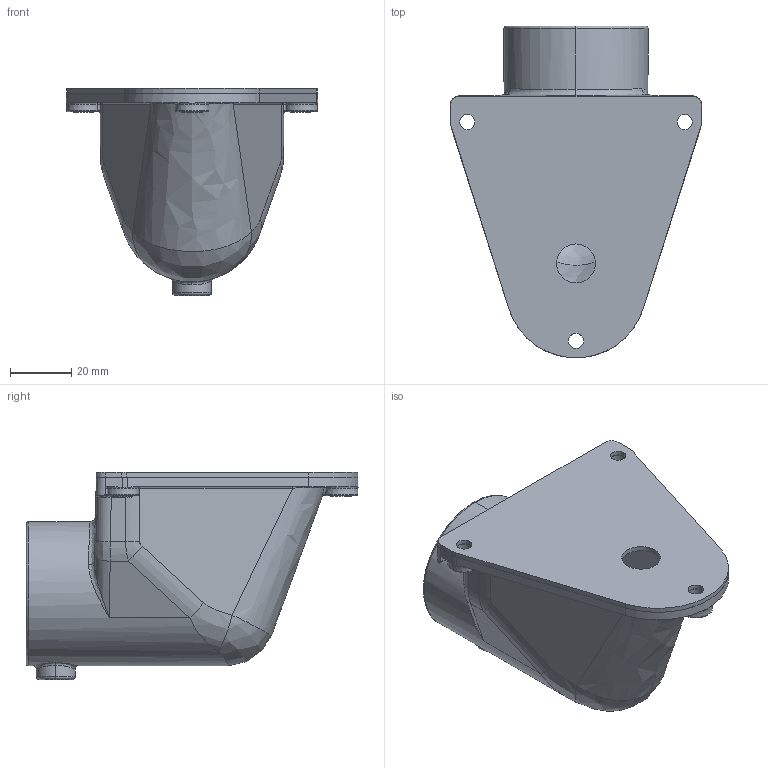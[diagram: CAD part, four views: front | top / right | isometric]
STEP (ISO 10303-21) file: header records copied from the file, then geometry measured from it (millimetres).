
FILE_DESCRIPTION((''),'2;1');
FILE_NAME('157545_ASM','2015-09-03T',('pdmadmin'),(''),'PRO/ENGINEER BY PARAMETRIC TECHNOLOGY CORPORATION, 2013230','PRO/ENGINEER BY PARAMETRIC TECHNOLOGY CORPORATION, 2013230','');
FILE_SCHEMA(('CONFIG_CONTROL_DESIGN'));
Products named in the file (10): 155870; 155870_INSERT_8_32; 155870_ASM; 156005; 157440; 157442; 157444; 157441; 157443; 157545_ASM
Assembly tree (11 placements, depth 3):
  157545_ASM
    155870_ASM
      155870
      155870_INSERT_8_32
    156005
    157440
    157442
    157444
    157441  x3
    157443
Bounding box: 82.1 x 108.34 x 67.6 mm (x, y, z)
Volume: 73703.2 mm3; surface area: 54738.5 mm2
Topology: 10 solids, 10 shells, 405 faces, 943 edges, 560 vertices
Faces by surface type: cylinder 148, plane 86, bspline 60, cone 55, torus 42, extrusion 8, sphere 6
Entity records: 17947 total; most frequent: CARTESIAN_POINT 9088, ORIENTED_EDGE 1846, DIRECTION 1749, EDGE_CURVE 923, AXIS2_PLACEMENT_3D 707, VERTEX_POINT 552, EDGE_LOOP 435, FACE_OUTER_BOUND 397
